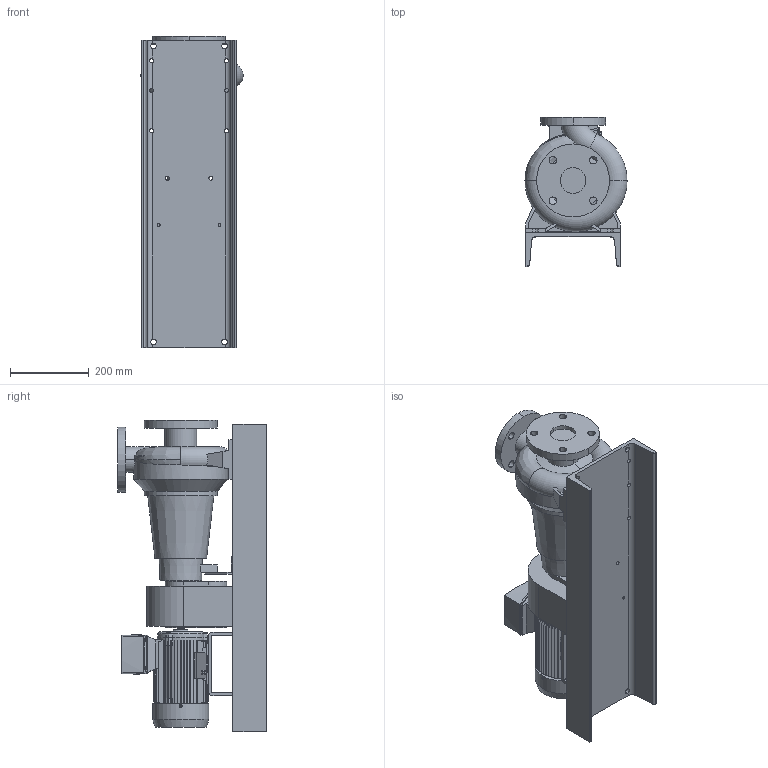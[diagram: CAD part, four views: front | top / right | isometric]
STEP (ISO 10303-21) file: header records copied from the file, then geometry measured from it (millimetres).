
FILE_DESCRIPTION (( 'STEP AP203' ), '1' );
FILE_NAME ('10018071swa00.step', '2023-07-07T12:29:17', ( '' ), ( '' ), 'SwSTEP 2.0', 'SolidWorks 2020', '' );
FILE_SCHEMA (( 'CONFIG_CONTROL_DESIGN' ));
Length unit declared in the file: millimetre
Products named in the file (5): 10012573swp00_90; 10018071swa00; 10018097swp00_MCG 05 N4 50-125 71; 10017783swp00_50-125; 10018072swp00_71M
Assembly tree (4 placements, depth 2):
  10018071swa00
    10017783swp00_50-125
    10018097swp00_MCG 05 N4 50-125 71
    10018072swp00_71M
    10012573swp00_90
Bounding box: 258.93 x 377 x 790 mm (x, y, z)
Volume: 21456959.8 mm3; surface area: 1651487.3 mm2
Topology: 5 solids, 5 shells, 982 faces, 2707 edges, 1787 vertices
Faces by surface type: plane 596, cylinder 258, bspline 90, cone 32, torus 6
Entity records: 37450 total; most frequent: CARTESIAN_POINT 12865, ORIENTED_EDGE 5410, DIRECTION 4479, EDGE_CURVE 2705, VERTEX_POINT 1787, VECTOR 1501, LINE 1501, AXIS2_PLACEMENT_3D 1489
